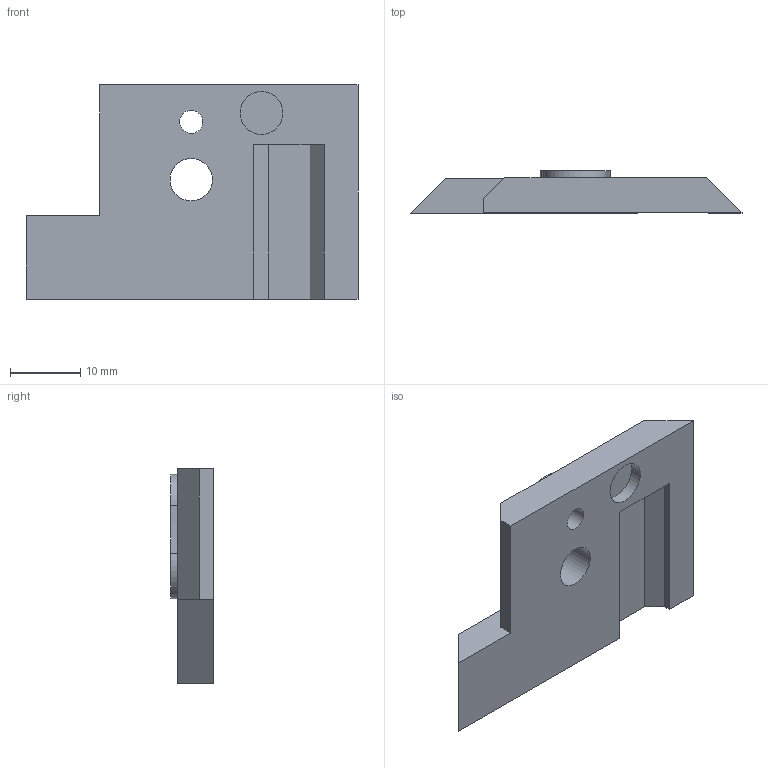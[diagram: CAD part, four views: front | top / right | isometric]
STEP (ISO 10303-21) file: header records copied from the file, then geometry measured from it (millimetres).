
FILE_DESCRIPTION(/* description */ (''),/* implementation_level */ '2;1');
FILE_NAME(/* name */ 'Tapa sensor ir.step',/* time_stamp */ '2019-03-25T10:42:06+01:00',/* author */ (''),/* organization */ (''),/* preprocessor_version */ 'ST-DEVELOPER v17.2',/* originating_system */ 'Autodesk Translation Framework v7.6.0.251',/* authorisation */ '');
FILE_SCHEMA (('AUTOMOTIVE_DESIGN { 1 0 10303 214 3 1 1 }'));
Length unit declared in the file: millimetre
Products named in the file (1): Tapa sensor ir
Bounding box: 47.23 x 6 x 30.5 mm (x, y, z)
Volume: 4848.2 mm3; surface area: 3348.3 mm2
Topology: 1 solids, 1 shells, 26 faces, 63 edges, 42 vertices
Faces by surface type: plane 18, cylinder 8
Full cylindrical faces by diameter (mm): 3.3 x1, 6.02 x1, 6.095 x1, 6.2 x1
Entity records: 811 total; most frequent: DIRECTION 133, CARTESIAN_POINT 132, ORIENTED_EDGE 126, EDGE_CURVE 63, LINE 47, VECTOR 47, AXIS2_PLACEMENT_3D 43, VERTEX_POINT 42
